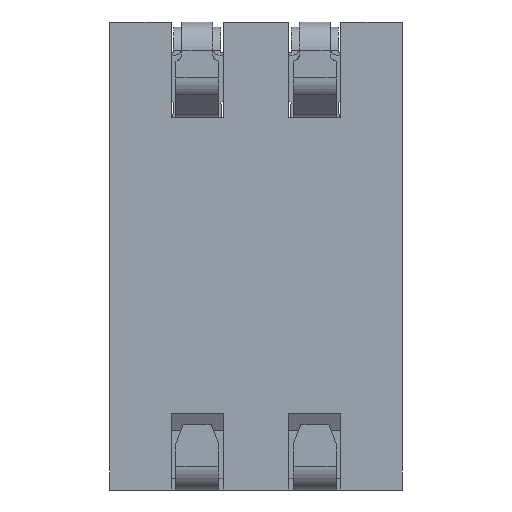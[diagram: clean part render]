
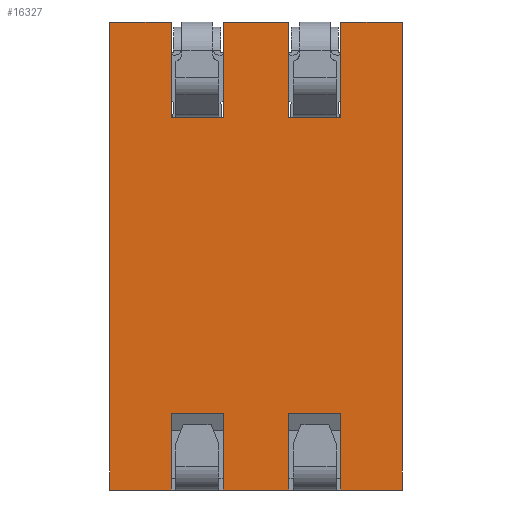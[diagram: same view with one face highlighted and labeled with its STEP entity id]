
A CAD part, front view. The second image highlights one B-rep face of the part: STEP entity #16327.
In plain terms, the highlighted planar face has unit normal (0, -1, 0).
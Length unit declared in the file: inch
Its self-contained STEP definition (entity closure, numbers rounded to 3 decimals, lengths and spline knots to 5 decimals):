
#32=DIRECTION('',(0.,0.,-1.));
#33=VECTOR('',#32,0.197);
#34=CARTESIAN_POINT('',(-0.0615,0.,0.));
#35=LINE('',#34,#33);
#374=DIRECTION('',(1.,0.,0.));
#375=VECTOR('',#374,0.0275);
#376=CARTESIAN_POINT('',(-0.01375,0.,-0.197));
#377=LINE('',#376,#375);
#388=DIRECTION('',(1.,0.,0.));
#389=VECTOR('',#388,0.02575);
#390=CARTESIAN_POINT('',(0.03575,0.,-0.197));
#391=LINE('',#390,#389);
#402=DIRECTION('',(1.,0.,0.));
#403=VECTOR('',#402,0.02575);
#404=CARTESIAN_POINT('',(-0.0615,0.,-0.197));
#405=LINE('',#404,#403);
#5295=DIRECTION('',(0.,0.,1.));
#5296=VECTOR('',#5295,0.032);
#5297=CARTESIAN_POINT('',(-0.03575,0.,-0.197));
#5298=LINE('',#5297,#5296);
#5302=DIRECTION('',(1.,0.,0.));
#5303=VECTOR('',#5302,0.02575);
#5304=CARTESIAN_POINT('',(-0.0615,0.,0.));
#5305=LINE('',#5304,#5303);
#5309=DIRECTION('',(0.,0.,-1.));
#5310=VECTOR('',#5309,0.04);
#5311=CARTESIAN_POINT('',(-0.03575,0.,0.));
#5312=LINE('',#5311,#5310);
#5316=DIRECTION('',(1.,0.,0.));
#5317=VECTOR('',#5316,0.022);
#5318=CARTESIAN_POINT('',(-0.03575,0.,-0.04));
#5319=LINE('',#5318,#5317);
#5323=DIRECTION('',(0.,0.,-1.));
#5324=VECTOR('',#5323,0.04);
#5325=CARTESIAN_POINT('',(-0.01375,0.,0.));
#5326=LINE('',#5325,#5324);
#5330=DIRECTION('',(1.,0.,0.));
#5331=VECTOR('',#5330,0.0275);
#5332=CARTESIAN_POINT('',(-0.01375,0.,0.));
#5333=LINE('',#5332,#5331);
#5337=DIRECTION('',(0.,0.,-1.));
#5338=VECTOR('',#5337,0.04);
#5339=CARTESIAN_POINT('',(0.01375,0.,0.));
#5340=LINE('',#5339,#5338);
#5344=DIRECTION('',(1.,0.,0.));
#5345=VECTOR('',#5344,0.022);
#5346=CARTESIAN_POINT('',(0.01375,0.,-0.04));
#5347=LINE('',#5346,#5345);
#5351=DIRECTION('',(0.,0.,-1.));
#5352=VECTOR('',#5351,0.04);
#5353=CARTESIAN_POINT('',(0.03575,0.,0.));
#5354=LINE('',#5353,#5352);
#5358=DIRECTION('',(1.,0.,0.));
#5359=VECTOR('',#5358,0.02575);
#5360=CARTESIAN_POINT('',(0.03575,0.,0.));
#5361=LINE('',#5360,#5359);
#5365=DIRECTION('',(0.,0.,1.));
#5366=VECTOR('',#5365,0.032);
#5367=CARTESIAN_POINT('',(0.03575,0.,-0.197));
#5368=LINE('',#5367,#5366);
#5372=DIRECTION('',(1.,0.,0.));
#5373=VECTOR('',#5372,0.022);
#5374=CARTESIAN_POINT('',(0.01375,0.,-0.165));
#5375=LINE('',#5374,#5373);
#5379=DIRECTION('',(0.,0.,1.));
#5380=VECTOR('',#5379,0.032);
#5381=CARTESIAN_POINT('',(0.01375,0.,-0.197));
#5382=LINE('',#5381,#5380);
#5386=DIRECTION('',(0.,0.,1.));
#5387=VECTOR('',#5386,0.032);
#5388=CARTESIAN_POINT('',(-0.01375,0.,-0.197));
#5389=LINE('',#5388,#5387);
#5393=DIRECTION('',(1.,0.,0.));
#5394=VECTOR('',#5393,0.022);
#5395=CARTESIAN_POINT('',(-0.03575,0.,-0.165));
#5396=LINE('',#5395,#5394);
#9335=DIRECTION('',(0.,0.,-1.));
#9336=VECTOR('',#9335,0.197);
#9337=CARTESIAN_POINT('',(0.0615,0.,0.));
#9338=LINE('',#9337,#9336);
#9422=CARTESIAN_POINT('',(-0.0615,0.,0.));
#9423=CARTESIAN_POINT('',(-0.0615,0.,-0.197));
#9424=VERTEX_POINT('',#9422);
#9425=VERTEX_POINT('',#9423);
#9428=CARTESIAN_POINT('',(0.0615,0.,0.));
#9429=CARTESIAN_POINT('',(0.0615,0.,-0.197));
#9430=VERTEX_POINT('',#9428);
#9431=VERTEX_POINT('',#9429);
#9438=CARTESIAN_POINT('',(0.01375,0.,0.));
#9439=CARTESIAN_POINT('',(0.01375,0.,-0.04));
#9440=VERTEX_POINT('',#9438);
#9441=VERTEX_POINT('',#9439);
#9442=CARTESIAN_POINT('',(0.03575,0.,0.));
#9443=CARTESIAN_POINT('',(0.03575,0.,-0.04));
#9444=VERTEX_POINT('',#9442);
#9445=VERTEX_POINT('',#9443);
#9498=CARTESIAN_POINT('',(0.01375,0.,-0.197));
#9499=CARTESIAN_POINT('',(0.01375,0.,-0.165));
#9500=VERTEX_POINT('',#9498);
#9501=VERTEX_POINT('',#9499);
#9502=CARTESIAN_POINT('',(0.03575,0.,-0.197));
#9503=CARTESIAN_POINT('',(0.03575,0.,-0.165));
#9504=VERTEX_POINT('',#9502);
#9505=VERTEX_POINT('',#9503);
#9708=CARTESIAN_POINT('',(-0.03575,0.,-0.165));
#9709=VERTEX_POINT('',#9708);
#9712=CARTESIAN_POINT('',(-0.01375,0.,-0.165));
#9713=VERTEX_POINT('',#9712);
#9726=CARTESIAN_POINT('',(-0.03575,0.,0.));
#9727=CARTESIAN_POINT('',(-0.03575,0.,-0.04));
#9728=VERTEX_POINT('',#9726);
#9729=VERTEX_POINT('',#9727);
#9730=CARTESIAN_POINT('',(-0.01375,0.,0.));
#9731=CARTESIAN_POINT('',(-0.01375,0.,-0.04));
#9732=VERTEX_POINT('',#9730);
#9733=VERTEX_POINT('',#9731);
#9762=CARTESIAN_POINT('',(-0.03575,0.,-0.197));
#9763=VERTEX_POINT('',#9762);
#9764=CARTESIAN_POINT('',(-0.01375,0.,-0.197));
#9765=VERTEX_POINT('',#9764);
#16292=CARTESIAN_POINT('',(-0.0615,0.,0.));
#16293=DIRECTION('',(0.,-1.,0.));
#16294=DIRECTION('',(0.,0.,-1.));
#16295=AXIS2_PLACEMENT_3D('',#16292,#16293,#16294);
#16296=PLANE('',#16295);
#16297=ORIENTED_EDGE('',*,*,#11752,.F.);
#16298=ORIENTED_EDGE('',*,*,#11006,.F.);
#16299=ORIENTED_EDGE('',*,*,#10865,.F.);
#16300=ORIENTED_EDGE('',*,*,#14674,.T.);
#16301=ORIENTED_EDGE('',*,*,#11780,.T.);
#16303=ORIENTED_EDGE('',*,*,#16302,.T.);
#16304=ORIENTED_EDGE('',*,*,#16064,.F.);
#16305=ORIENTED_EDGE('',*,*,#14705,.T.);
#16307=ORIENTED_EDGE('',*,*,#16306,.T.);
#16309=ORIENTED_EDGE('',*,*,#16308,.T.);
#16311=ORIENTED_EDGE('',*,*,#16310,.F.);
#16312=ORIENTED_EDGE('',*,*,#14643,.T.);
#16314=ORIENTED_EDGE('',*,*,#16313,.T.);
#16315=ORIENTED_EDGE('',*,*,#11000,.F.);
#16317=ORIENTED_EDGE('',*,*,#16316,.T.);
#16319=ORIENTED_EDGE('',*,*,#16318,.F.);
#16321=ORIENTED_EDGE('',*,*,#16320,.F.);
#16322=ORIENTED_EDGE('',*,*,#10992,.F.);
#16323=ORIENTED_EDGE('',*,*,#16048,.T.);
#16324=ORIENTED_EDGE('',*,*,#16285,.F.);
#16325=EDGE_LOOP('',(#16297,#16298,#16299,#16300,#16301,#16303,#16304,#16305,
#16307,#16309,#16311,#16312,#16314,#16315,#16317,#16319,#16321,#16322,#16323,
#16324));
#16326=FACE_OUTER_BOUND('',#16325,.F.);
#10865=EDGE_CURVE('',#9424,#9425,#35,.T.);
#10992=EDGE_CURVE('',#9765,#9500,#377,.T.);
#11000=EDGE_CURVE('',#9504,#9431,#391,.T.);
#11006=EDGE_CURVE('',#9425,#9763,#405,.T.);
#11752=EDGE_CURVE('',#9763,#9709,#5298,.T.);
#11780=EDGE_CURVE('',#9728,#9729,#5312,.T.);
#14643=EDGE_CURVE('',#9444,#9430,#5361,.T.);
#14674=EDGE_CURVE('',#9424,#9728,#5305,.T.);
#14705=EDGE_CURVE('',#9732,#9440,#5333,.T.);
#16048=EDGE_CURVE('',#9765,#9713,#5389,.T.);
#16064=EDGE_CURVE('',#9732,#9733,#5326,.T.);
#16285=EDGE_CURVE('',#9709,#9713,#5396,.T.);
#16302=EDGE_CURVE('',#9729,#9733,#5319,.T.);
#16306=EDGE_CURVE('',#9440,#9441,#5340,.T.);
#16308=EDGE_CURVE('',#9441,#9445,#5347,.T.);
#16310=EDGE_CURVE('',#9444,#9445,#5354,.T.);
#16313=EDGE_CURVE('',#9430,#9431,#9338,.T.);
#16316=EDGE_CURVE('',#9504,#9505,#5368,.T.);
#16318=EDGE_CURVE('',#9501,#9505,#5375,.T.);
#16320=EDGE_CURVE('',#9500,#9501,#5382,.T.);
#16327=ADVANCED_FACE('',(#16326),#16296,.T.);
